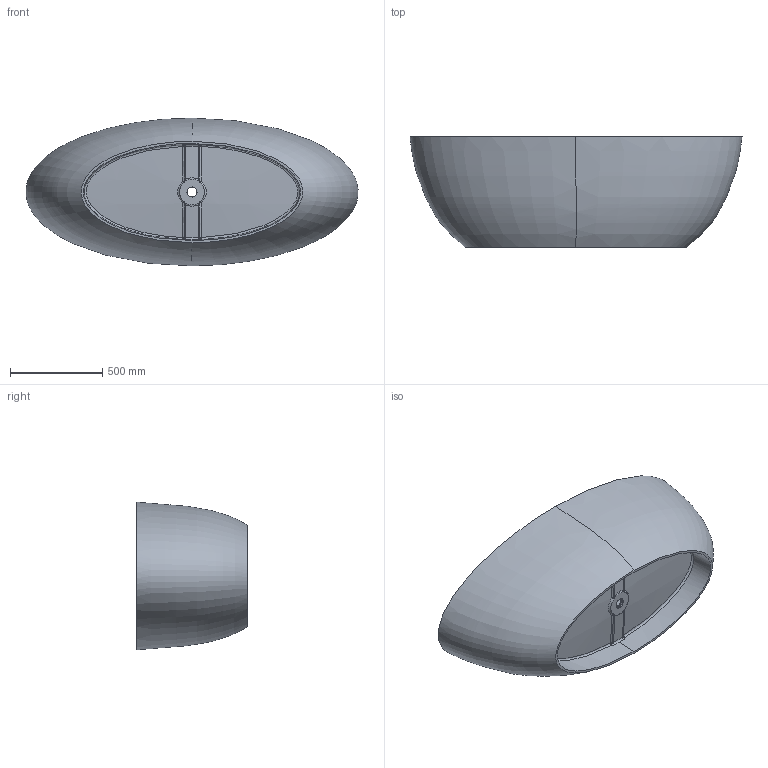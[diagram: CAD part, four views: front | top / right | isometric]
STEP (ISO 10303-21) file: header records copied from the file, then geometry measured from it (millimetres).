
FILE_DESCRIPTION (( 'STEP AP214' ), '1' );
FILE_NAME ('Madonna.STEP', '2020-09-28T06:58:40', ( '' ), ( '' ), 'SwSTEP 2.0', 'SolidWorks 2018', '' );
FILE_SCHEMA (( 'AUTOMOTIVE_DESIGN' ));
Length unit declared in the file: millimetre
Products named in the file (1): Madonna
Bounding box: 1799.24 x 600 x 800 mm (x, y, z)
Volume: 80158433.3 mm3; surface area: 5919176.3 mm2
Topology: 1 solids, 1 shells, 80 faces, 186 edges, 110 vertices
Faces by surface type: bspline 43, plane 13, cylinder 12, sphere 8, cone 4
Entity records: 21627 total; most frequent: CARTESIAN_POINT 20077, ORIENTED_EDGE 372, DIRECTION 224, EDGE_CURVE 186, VERTEX_POINT 110, B_SPLINE_CURVE_WITH_KNOTS 94, AXIS2_PLACEMENT_3D 94, EDGE_LOOP 86
